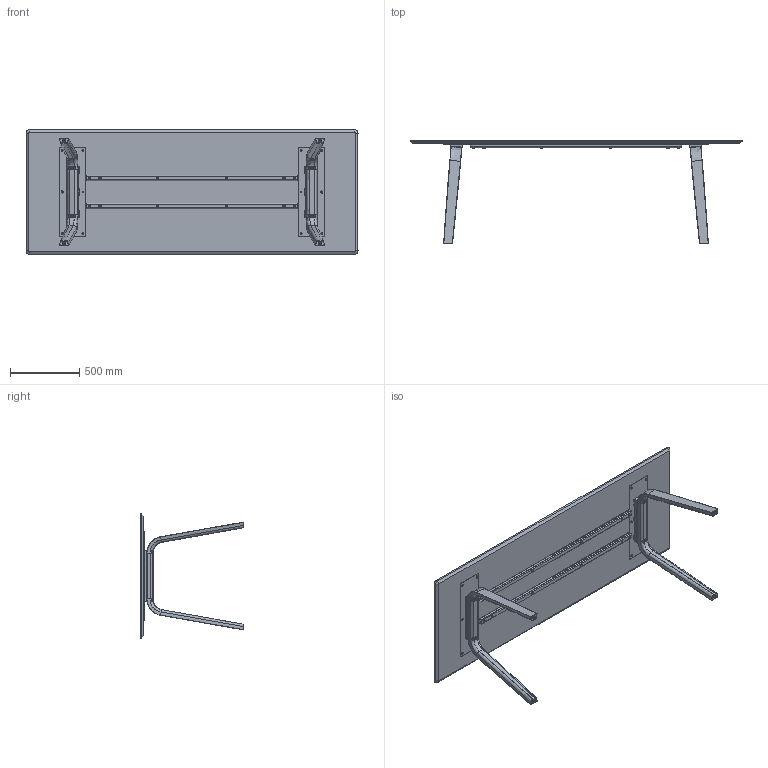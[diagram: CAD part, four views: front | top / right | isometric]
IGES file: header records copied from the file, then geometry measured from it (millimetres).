
Start section: SolidWorks IGES file using analytic representation for surfaces
Global section: file name: Essential Rectangular 1 L2400 W900.IGS; native system: SolidWorks 2022; preprocessor: SolidWorks 2022; author: diederickp; date: 240125.100331; units: millimetre
Bounding box: 2400 x 749 x 900 mm (x, y, z)
Surface area: 6029840.6 mm2 (no closed solid volume)
Topology: 0 solids, 0 shells, 436 faces, 7512 edges, 7512 vertices
Faces by surface type: revolution 222, bspline 214
